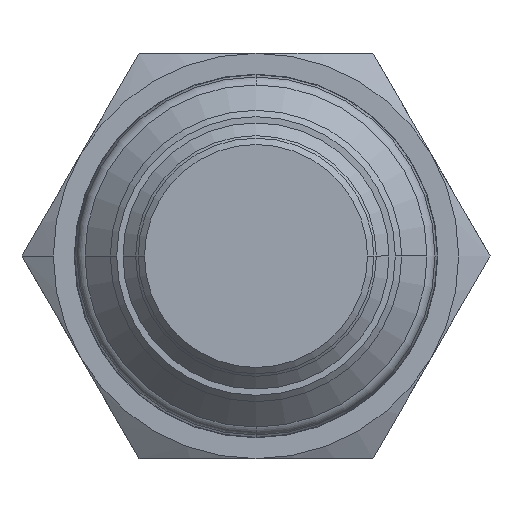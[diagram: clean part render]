
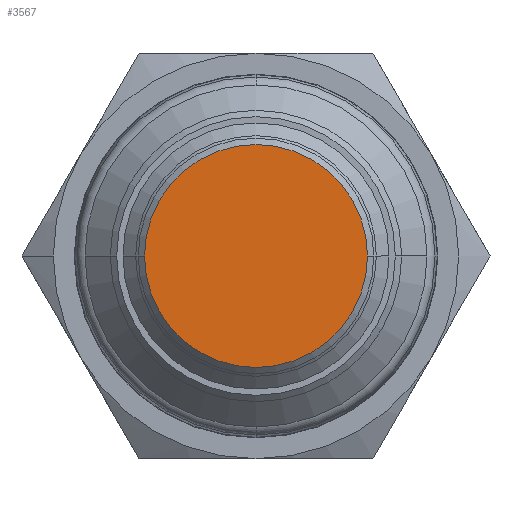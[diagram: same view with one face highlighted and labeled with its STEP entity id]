
A CAD part, front view. The second image highlights one B-rep face of the part: STEP entity #3567.
In plain terms, the highlighted planar face has unit normal (0, -1, 0).
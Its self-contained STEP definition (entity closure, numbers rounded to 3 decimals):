
#48 = EDGE_CURVE ( 'NONE', #818, #3543, #2097, .T. ) ;
#203 = CARTESIAN_POINT ( 'NONE',  ( -8.8, -127.9, 0. ) ) ;
#213 = DIRECTION ( 'NONE',  ( 1., 0., 0. ) ) ;
#313 = FACE_OUTER_BOUND ( 'NONE', #697, .T. ) ;
#552 = CARTESIAN_POINT ( 'NONE',  ( 0., -127.9, 0. ) ) ;
#627 = CARTESIAN_POINT ( 'NONE',  ( 8.8, -127.9, 0. ) ) ;
#697 = EDGE_LOOP ( 'NONE', ( #1212, #1054 ) ) ;
#797 = PLANE ( 'NONE',  #2107 ) ;
#818 = VERTEX_POINT ( 'NONE', #627 ) ;
#1054 = ORIENTED_EDGE ( 'NONE', *, *, #48, .F. ) ;
#1212 = ORIENTED_EDGE ( 'NONE', *, *, #1685, .F. ) ;
#1284 = AXIS2_PLACEMENT_3D ( 'NONE', #3121, #2161, #1905 ) ;
#1496 = CIRCLE ( 'NONE', #1284, 8.8 ) ;
#1685 = EDGE_CURVE ( 'NONE', #3543, #818, #1496, .T. ) ;
#1737 = DIRECTION ( 'NONE',  ( 0., 1., 0. ) ) ;
#1905 = DIRECTION ( 'NONE',  ( -1., 0., 0. ) ) ;
#2013 = AXIS2_PLACEMENT_3D ( 'NONE', #2313, #1737, #4035 ) ;
#2097 = CIRCLE ( 'NONE', #2013, 8.8 ) ;
#2107 = AXIS2_PLACEMENT_3D ( 'NONE', #552, #3312, #213 ) ;
#2161 = DIRECTION ( 'NONE',  ( 0., 1., 0. ) ) ;
#2313 = CARTESIAN_POINT ( 'NONE',  ( 0., -127.9, 0. ) ) ;
#3121 = CARTESIAN_POINT ( 'NONE',  ( 0., -127.9, 0. ) ) ;
#3312 = DIRECTION ( 'NONE',  ( 0., -1., 0. ) ) ;
#3543 = VERTEX_POINT ( 'NONE', #203 ) ;
#3567 = ADVANCED_FACE ( 'NONE', ( #313 ), #797, .T. ) ;
#4035 = DIRECTION ( 'NONE',  ( -1., 0., 0. ) ) ;
